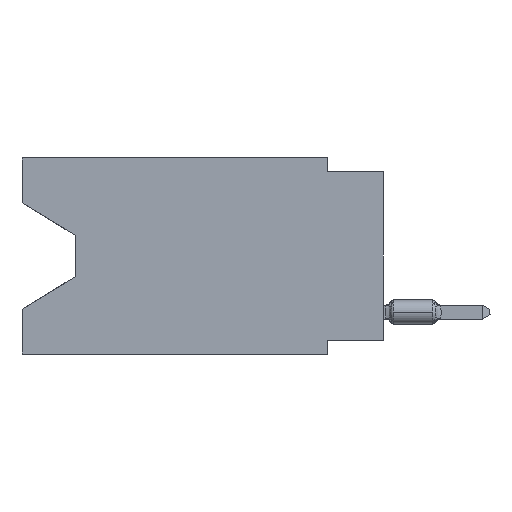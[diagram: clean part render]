
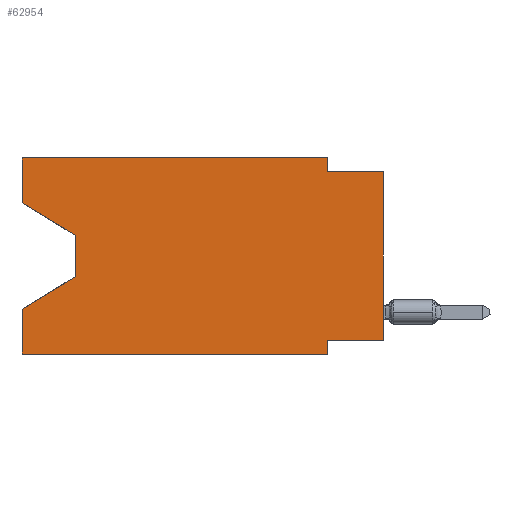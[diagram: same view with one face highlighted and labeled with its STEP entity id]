
A CAD part, left-side view. The second image highlights one B-rep face of the part: STEP entity #62954.
In plain terms, the highlighted planar face has unit normal (-1, 0, 0).
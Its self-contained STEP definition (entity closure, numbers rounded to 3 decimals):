
#1669 = EDGE_CURVE ( 'NONE', #57995, #50522, #26943, .T. ) ;
#2183 = CARTESIAN_POINT ( 'NONE',  ( 0., 16.383, 0. ) ) ;
#2187 = VECTOR ( 'NONE', #5531, 1000. ) ;
#3178 = LINE ( 'NONE', #39917, #66338 ) ;
#3735 = VERTEX_POINT ( 'NONE', #61508 ) ;
#4572 = ORIENTED_EDGE ( 'NONE', *, *, #67099, .T. ) ;
#5397 = CARTESIAN_POINT ( 'NONE',  ( 0., 16.383, -2.038 ) ) ;
#5531 = DIRECTION ( 'NONE',  ( 0., 0., 1. ) ) ;
#6289 = ORIENTED_EDGE ( 'NONE', *, *, #11340, .F. ) ;
#6395 = VECTOR ( 'NONE', #37908, 1000. ) ;
#6545 = EDGE_CURVE ( 'NONE', #57995, #62966, #45716, .T. ) ;
#7707 = EDGE_CURVE ( 'NONE', #62966, #48209, #3178, .T. ) ;
#7948 = DIRECTION ( 'NONE',  ( 0., 1., 0. ) ) ;
#8200 = LINE ( 'NONE', #18873, #59423 ) ;
#8997 = DIRECTION ( 'NONE',  ( 0., 0., 1. ) ) ;
#9222 = VERTEX_POINT ( 'NONE', #49436 ) ;
#10012 = CARTESIAN_POINT ( 'NONE',  ( 0., 16.383, 0. ) ) ;
#10655 = CARTESIAN_POINT ( 'NONE',  ( 0., 16.383, 0. ) ) ;
#10816 = DIRECTION ( 'NONE',  ( 0., 0., -1. ) ) ;
#10881 = EDGE_CURVE ( 'NONE', #27696, #13448, #13759, .T. ) ;
#11340 = EDGE_CURVE ( 'NONE', #12329, #46762, #8200, .T. ) ;
#11940 = VECTOR ( 'NONE', #10816, 1000. ) ;
#12329 = VERTEX_POINT ( 'NONE', #33559 ) ;
#13012 = DIRECTION ( 'NONE',  ( 0., 0.855, -0.519 ) ) ;
#13448 = VERTEX_POINT ( 'NONE', #59323 ) ;
#13759 = LINE ( 'NONE', #40218, #19838 ) ;
#13938 = CARTESIAN_POINT ( 'NONE',  ( 0., 2.54, -8.89 ) ) ;
#13964 = VECTOR ( 'NONE', #7948, 1000. ) ;
#14756 = ORIENTED_EDGE ( 'NONE', *, *, #51659, .T. ) ;
#14923 = CARTESIAN_POINT ( 'NONE',  ( 0., 16.383, -6.852 ) ) ;
#18318 = EDGE_CURVE ( 'NONE', #9222, #46762, #37536, .T. ) ;
#18395 = EDGE_CURVE ( 'NONE', #9222, #3735, #23443, .T. ) ;
#18873 = CARTESIAN_POINT ( 'NONE',  ( 0., 0., -0.635 ) ) ;
#19456 = DIRECTION ( 'NONE',  ( 0., 0., -1. ) ) ;
#19838 = VECTOR ( 'NONE', #49165, 1000. ) ;
#20688 = LINE ( 'NONE', #41288, #65476 ) ;
#20991 = EDGE_CURVE ( 'NONE', #27696, #32261, #37101, .T. ) ;
#21782 = ORIENTED_EDGE ( 'NONE', *, *, #6545, .F. ) ;
#23443 = LINE ( 'NONE', #39885, #13964 ) ;
#23489 = FACE_OUTER_BOUND ( 'NONE', #55774, .T. ) ;
#24153 = DIRECTION ( 'NONE',  ( 0., -1., 0. ) ) ;
#25724 = AXIS2_PLACEMENT_3D ( 'NONE', #2183, #28296, #33432 ) ;
#25964 = CARTESIAN_POINT ( 'NONE',  ( 0., 2.54, 0. ) ) ;
#26677 = CARTESIAN_POINT ( 'NONE',  ( 0., 13.97, -3.505 ) ) ;
#26943 = LINE ( 'NONE', #43068, #6395 ) ;
#27696 = VERTEX_POINT ( 'NONE', #63655 ) ;
#28296 = DIRECTION ( 'NONE',  ( 1., 0., 0. ) ) ;
#32261 = VERTEX_POINT ( 'NONE', #14923 ) ;
#33432 = DIRECTION ( 'NONE',  ( 0., 0., -1. ) ) ;
#33559 = CARTESIAN_POINT ( 'NONE',  ( 0., 2.54, -0.635 ) ) ;
#34600 = CARTESIAN_POINT ( 'NONE',  ( 0., 2.54, 0. ) ) ;
#36523 = ORIENTED_EDGE ( 'NONE', *, *, #55083, .F. ) ;
#37101 = LINE ( 'NONE', #10655, #2187 ) ;
#37437 = VECTOR ( 'NONE', #13012, 1000. ) ;
#37536 = LINE ( 'NONE', #48507, #58914 ) ;
#37862 = EDGE_CURVE ( 'NONE', #48209, #12329, #67460, .T. ) ;
#37908 = DIRECTION ( 'NONE',  ( 0., -0.855, -0.519 ) ) ;
#38488 = CARTESIAN_POINT ( 'NONE',  ( 0., 13.97, -5.385 ) ) ;
#39885 = CARTESIAN_POINT ( 'NONE',  ( 0., 0., -8.255 ) ) ;
#39917 = CARTESIAN_POINT ( 'NONE',  ( 0., 16.383, 0. ) ) ;
#40218 = CARTESIAN_POINT ( 'NONE',  ( 0., 16.383, -8.89 ) ) ;
#41288 = CARTESIAN_POINT ( 'NONE',  ( 0., 13.97, -3.505 ) ) ;
#43068 = CARTESIAN_POINT ( 'NONE',  ( 0., 16.383, -2.038 ) ) ;
#44399 = PLANE ( 'NONE',  #25724 ) ;
#44874 = LINE ( 'NONE', #13938, #65683 ) ;
#45716 = LINE ( 'NONE', #10012, #49731 ) ;
#46762 = VERTEX_POINT ( 'NONE', #66559 ) ;
#48209 = VERTEX_POINT ( 'NONE', #34600 ) ;
#48507 = CARTESIAN_POINT ( 'NONE',  ( 0., 0., 0. ) ) ;
#49165 = DIRECTION ( 'NONE',  ( 0., -1., 0. ) ) ;
#49436 = CARTESIAN_POINT ( 'NONE',  ( 0., 0., -8.255 ) ) ;
#49551 = CARTESIAN_POINT ( 'NONE',  ( 0., 16.383, 0. ) ) ;
#49731 = VECTOR ( 'NONE', #8997, 1000. ) ;
#50522 = VERTEX_POINT ( 'NONE', #26677 ) ;
#50768 = ORIENTED_EDGE ( 'NONE', *, *, #10881, .T. ) ;
#51659 = EDGE_CURVE ( 'NONE', #53188, #32261, #59722, .T. ) ;
#53188 = VERTEX_POINT ( 'NONE', #60328 ) ;
#53251 = ORIENTED_EDGE ( 'NONE', *, *, #18318, .T. ) ;
#54105 = ORIENTED_EDGE ( 'NONE', *, *, #7707, .F. ) ;
#54916 = DIRECTION ( 'NONE',  ( 0., -1., 0. ) ) ;
#55083 = EDGE_CURVE ( 'NONE', #3735, #13448, #44874, .T. ) ;
#55322 = ORIENTED_EDGE ( 'NONE', *, *, #20991, .F. ) ;
#55774 = EDGE_LOOP ( 'NONE', ( #56401, #4572, #14756, #55322, #50768, #36523, #67001, #53251, #6289, #64577, #54105, #21782 ) ) ;
#56401 = ORIENTED_EDGE ( 'NONE', *, *, #1669, .T. ) ;
#57995 = VERTEX_POINT ( 'NONE', #5397 ) ;
#58914 = VECTOR ( 'NONE', #64591, 1000. ) ;
#59323 = CARTESIAN_POINT ( 'NONE',  ( 0., 2.54, -8.89 ) ) ;
#59423 = VECTOR ( 'NONE', #54916, 1000. ) ;
#59722 = LINE ( 'NONE', #38488, #37437 ) ;
#60328 = CARTESIAN_POINT ( 'NONE',  ( 0., 13.97, -5.385 ) ) ;
#61508 = CARTESIAN_POINT ( 'NONE',  ( 0., 2.54, -8.255 ) ) ;
#62954 = ADVANCED_FACE ( 'NONE', ( #23489 ), #44399, .F. ) ;
#62966 = VERTEX_POINT ( 'NONE', #49551 ) ;
#63655 = CARTESIAN_POINT ( 'NONE',  ( 0., 16.383, -8.89 ) ) ;
#64577 = ORIENTED_EDGE ( 'NONE', *, *, #37862, .F. ) ;
#64591 = DIRECTION ( 'NONE',  ( 0., 0., 1. ) ) ;
#65476 = VECTOR ( 'NONE', #66342, 1000. ) ;
#65683 = VECTOR ( 'NONE', #19456, 1000. ) ;
#66338 = VECTOR ( 'NONE', #24153, 1000. ) ;
#66342 = DIRECTION ( 'NONE',  ( 0., 0., -1. ) ) ;
#66559 = CARTESIAN_POINT ( 'NONE',  ( 0., 0., -0.635 ) ) ;
#67001 = ORIENTED_EDGE ( 'NONE', *, *, #18395, .F. ) ;
#67099 = EDGE_CURVE ( 'NONE', #50522, #53188, #20688, .T. ) ;
#67460 = LINE ( 'NONE', #25964, #11940 ) ;
